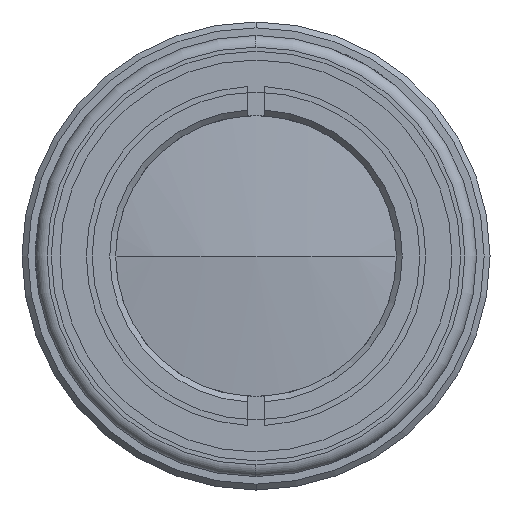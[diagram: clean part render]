
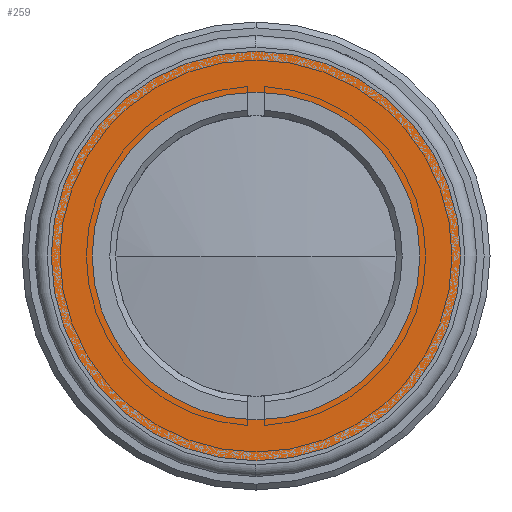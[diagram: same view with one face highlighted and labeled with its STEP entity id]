
A CAD part, left-side view. The second image highlights one B-rep face of the part: STEP entity #259.
In plain terms, the highlighted planar face has unit normal (-1, 0, 0).
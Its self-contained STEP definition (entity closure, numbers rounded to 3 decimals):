
#71 = FACE_BOUND ( 'NONE', #1414, .T. ) ;
#205 = CIRCLE ( 'NONE', #1031, 17.5 ) ;
#259 = ADVANCED_FACE ( 'NONE', ( #71, #3032 ), #2384, .F. ) ;
#318 = EDGE_CURVE ( 'NONE', #2584, #1534, #205, .T. ) ;
#321 = ORIENTED_EDGE ( 'NONE', *, *, #318, .T. ) ;
#342 = CIRCLE ( 'NONE', #2906, 14. ) ;
#344 = AXIS2_PLACEMENT_3D ( 'NONE', #2185, #2175, #2166 ) ;
#362 = EDGE_CURVE ( 'NONE', #2138, #464, #342, .T. ) ;
#396 = CARTESIAN_POINT ( 'NONE',  ( 132.34, 0., 14. ) ) ;
#464 = VERTEX_POINT ( 'NONE', #2439 ) ;
#504 = AXIS2_PLACEMENT_3D ( 'NONE', #3185, #1516, #3469 ) ;
#511 = CARTESIAN_POINT ( 'NONE',  ( 132.34, 0., 0. ) ) ;
#821 = DIRECTION ( 'NONE',  ( 0., 0., 1. ) ) ;
#1031 = AXIS2_PLACEMENT_3D ( 'NONE', #1454, #3400, #1725 ) ;
#1203 = DIRECTION ( 'NONE',  ( -1., 0., 0. ) ) ;
#1205 = CIRCLE ( 'NONE', #1636, 17.5 ) ;
#1374 = CIRCLE ( 'NONE', #504, 14. ) ;
#1414 = EDGE_LOOP ( 'NONE', ( #3116, #3358 ) ) ;
#1454 = CARTESIAN_POINT ( 'NONE',  ( 132.34, 0., 0. ) ) ;
#1516 = DIRECTION ( 'NONE',  ( -1., 0., 0. ) ) ;
#1534 = VERTEX_POINT ( 'NONE', #2730 ) ;
#1636 = AXIS2_PLACEMENT_3D ( 'NONE', #511, #2493, #821 ) ;
#1648 = EDGE_CURVE ( 'NONE', #1534, #2584, #1205, .T. ) ;
#1725 = DIRECTION ( 'NONE',  ( 0., 0., 1. ) ) ;
#2138 = VERTEX_POINT ( 'NONE', #396 ) ;
#2166 = DIRECTION ( 'NONE',  ( 0., 0., -1. ) ) ;
#2175 = DIRECTION ( 'NONE',  ( 1., 0., 0. ) ) ;
#2185 = CARTESIAN_POINT ( 'NONE',  ( 132.34, 17.5, 0. ) ) ;
#2384 = PLANE ( 'NONE',  #344 ) ;
#2439 = CARTESIAN_POINT ( 'NONE',  ( 132.34, 0., -14. ) ) ;
#2447 = CARTESIAN_POINT ( 'NONE',  ( 132.34, 0., 17.5 ) ) ;
#2493 = DIRECTION ( 'NONE',  ( -1., 0., 0. ) ) ;
#2584 = VERTEX_POINT ( 'NONE', #2447 ) ;
#2718 = EDGE_LOOP ( 'NONE', ( #321, #2871 ) ) ;
#2730 = CARTESIAN_POINT ( 'NONE',  ( 132.34, 0., -17.5 ) ) ;
#2871 = ORIENTED_EDGE ( 'NONE', *, *, #1648, .T. ) ;
#2884 = CARTESIAN_POINT ( 'NONE',  ( 132.34, 0., 0. ) ) ;
#2906 = AXIS2_PLACEMENT_3D ( 'NONE', #2884, #1203, #3157 ) ;
#3032 = FACE_OUTER_BOUND ( 'NONE', #2718, .T. ) ;
#3116 = ORIENTED_EDGE ( 'NONE', *, *, #362, .F. ) ;
#3157 = DIRECTION ( 'NONE',  ( 0., 0., 1. ) ) ;
#3185 = CARTESIAN_POINT ( 'NONE',  ( 132.34, 0., 0. ) ) ;
#3358 = ORIENTED_EDGE ( 'NONE', *, *, #3534, .F. ) ;
#3400 = DIRECTION ( 'NONE',  ( -1., 0., 0. ) ) ;
#3469 = DIRECTION ( 'NONE',  ( 0., 0., 1. ) ) ;
#3534 = EDGE_CURVE ( 'NONE', #464, #2138, #1374, .T. ) ;
